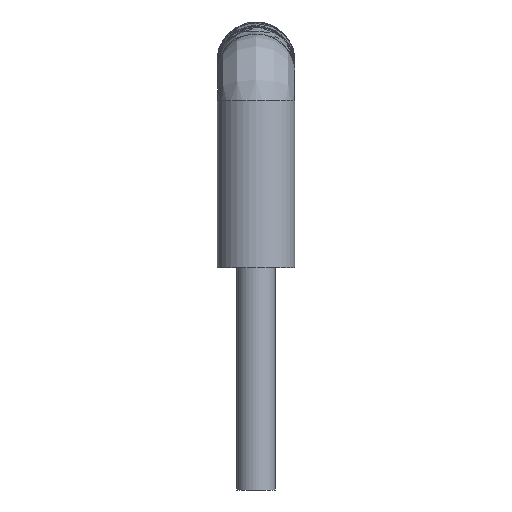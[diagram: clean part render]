
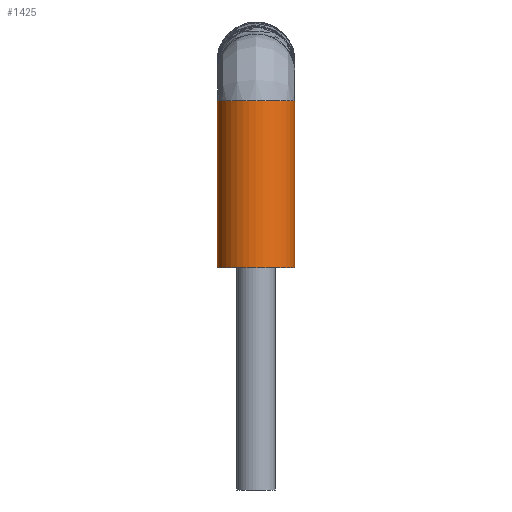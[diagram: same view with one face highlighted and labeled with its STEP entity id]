
A CAD part, left-side view. The second image highlights one B-rep face of the part: STEP entity #1425.
In plain terms, the highlighted cylindrical face has radius 0.7 mm (diameter 1.4 mm), a full revolution.
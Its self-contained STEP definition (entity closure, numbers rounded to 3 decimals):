
#1374 = VERTEX_POINT('',#1375);
#1375 = CARTESIAN_POINT('',(0.7,0.,-0.5));
#1382 = EDGE_CURVE('',#1374,#1374,#1383,.T.);
#1383 = CIRCLE('',#1384,0.7);
#1384 = AXIS2_PLACEMENT_3D('',#1385,#1386,#1387);
#1385 = CARTESIAN_POINT('',(0.,0.,-0.5)
  );
#1386 = DIRECTION('',(0.,0.,1.));
#1387 = DIRECTION('',(1.,0.,0.));
#1425 = ADVANCED_FACE('',(#1426),#1445,.T.);
#1426 = FACE_BOUND('',#1427,.T.);
#1427 = EDGE_LOOP('',(#1428,#1436,#1443,#1444));
#1428 = ORIENTED_EDGE('',*,*,#1429,.T.);
#1429 = EDGE_CURVE('',#1374,#1430,#1432,.T.);
#1430 = VERTEX_POINT('',#1431);
#1431 = CARTESIAN_POINT('',(0.7,0.,-3.5));
#1432 = LINE('',#1433,#1434);
#1433 = CARTESIAN_POINT('',(0.7,0.,-0.5));
#1434 = VECTOR('',#1435,1.);
#1435 = DIRECTION('',(0.,0.,-1.));
#1436 = ORIENTED_EDGE('',*,*,#1437,.T.);
#1437 = EDGE_CURVE('',#1430,#1430,#1438,.T.);
#1438 = CIRCLE('',#1439,0.7);
#1439 = AXIS2_PLACEMENT_3D('',#1440,#1441,#1442);
#1440 = CARTESIAN_POINT('',(0.,0.,-3.5));
#1441 = DIRECTION('',(-0.,0.,1.));
#1442 = DIRECTION('',(1.,0.,0.));
#1443 = ORIENTED_EDGE('',*,*,#1429,.F.);
#1444 = ORIENTED_EDGE('',*,*,#1382,.F.);
#1445 = CYLINDRICAL_SURFACE('',#1446,0.7);
#1446 = AXIS2_PLACEMENT_3D('',#1447,#1448,#1449);
#1447 = CARTESIAN_POINT('',(0.,0.,-0.5));
#1448 = DIRECTION('',(0.,0.,-1.));
#1449 = DIRECTION('',(1.,0.,0.));
